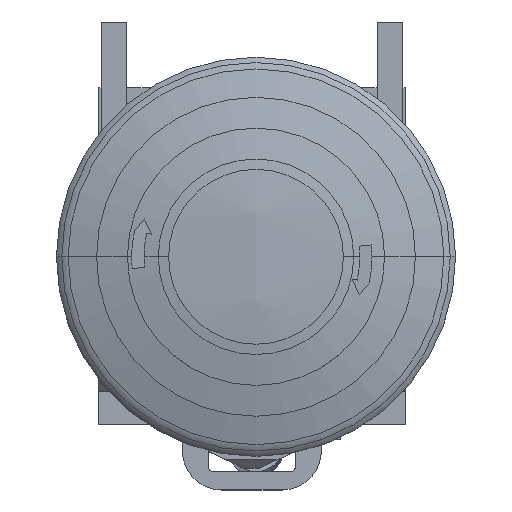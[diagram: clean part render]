
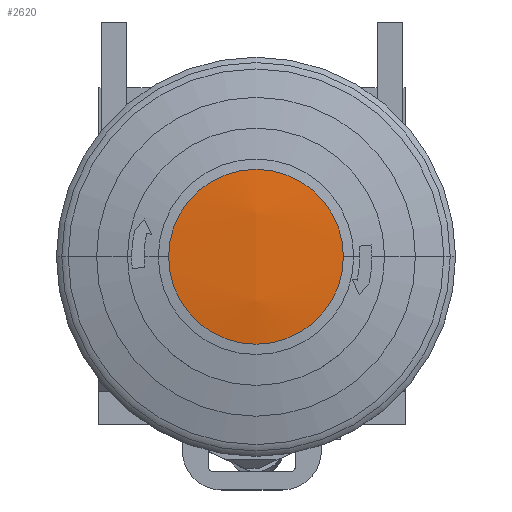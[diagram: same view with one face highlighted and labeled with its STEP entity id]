
A CAD part, top view. The second image highlights one B-rep face of the part: STEP entity #2620.
In plain terms, the highlighted spherical face has radius 60 mm.
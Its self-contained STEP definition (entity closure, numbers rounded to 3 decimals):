
#166=CARTESIAN_POINT('',(15.351,16.2,81.295));
#167=DIRECTION('',(0.,0.,-1.));
#168=DIRECTION('',(-1.,0.,0.));
#169=AXIS2_PLACEMENT_3D('',#166,#167,#168);
#171=CARTESIAN_POINT('',(15.351,16.2,81.295));
#172=DIRECTION('',(0.,0.,-1.));
#173=DIRECTION('',(1.,0.,0.));
#174=AXIS2_PLACEMENT_3D('',#171,#172,#173);
#2235=CARTESIAN_POINT('',(6.851,16.2,81.295));
#2237=VERTEX_POINT('',#2235);
#2240=CARTESIAN_POINT('',(23.851,16.2,81.295));
#2242=VERTEX_POINT('',#2240);
#2611=CARTESIAN_POINT('',(15.351,16.2,21.9));
#2612=DIRECTION('',(1.,0.,0.));
#2613=DIRECTION('',(0.,1.,0.));
#2614=AXIS2_PLACEMENT_3D('',#2611,#2612,#2613);
#2615=SPHERICAL_SURFACE('',#2614,60.);
#2616=ORIENTED_EDGE('',*,*,#2366,.T.);
#2617=ORIENTED_EDGE('',*,*,#2605,.T.);
#2618=EDGE_LOOP('',(#2616,#2617));
#2619=FACE_OUTER_BOUND('',#2618,.F.);
#170=CIRCLE('',#169,8.5);
#175=CIRCLE('',#174,8.5);
#2366=EDGE_CURVE('',#2237,#2242,#170,.T.);
#2605=EDGE_CURVE('',#2242,#2237,#175,.T.);
#2620=ADVANCED_FACE('',(#2619),#2615,.T.);
